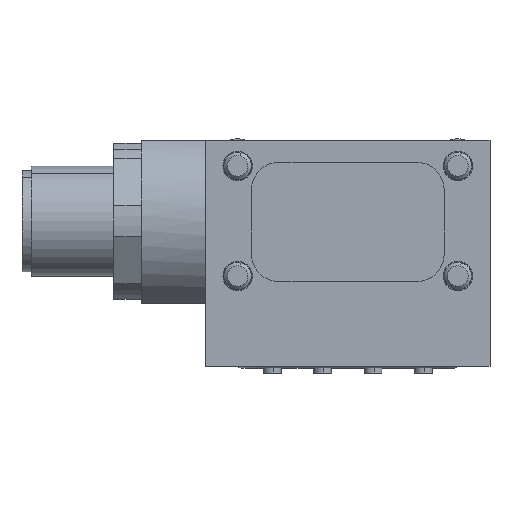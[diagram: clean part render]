
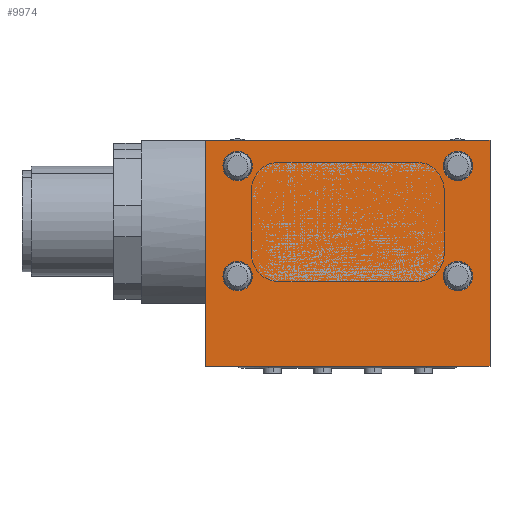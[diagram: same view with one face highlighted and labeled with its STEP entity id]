
A CAD part, top view. The second image highlights one B-rep face of the part: STEP entity #9974.
In plain terms, the highlighted planar face has unit normal (0, 0, 1).
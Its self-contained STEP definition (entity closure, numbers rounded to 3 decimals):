
#7 = AXIS2_PLACEMENT_3D ( 'NONE', #7773, #7727, #7684 ) ;
#14 = CIRCLE ( 'NONE', #8363, 1.6 ) ;
#100 = CARTESIAN_POINT ( 'NONE',  ( -11.25, -5.5, 20. ) ) ;
#277 = DIRECTION ( 'NONE',  ( 0., -1., 0. ) ) ;
#430 = VECTOR ( 'NONE', #4684, 1000. ) ;
#488 = ORIENTED_EDGE ( 'NONE', *, *, #8444, .F. ) ;
#540 = CARTESIAN_POINT ( 'NONE',  ( -9.35, -2.5, 20. ) ) ;
#597 = VERTEX_POINT ( 'NONE', #12019 ) ;
#620 = LINE ( 'NONE', #100, #10453 ) ;
#652 = EDGE_CURVE ( 'NONE', #597, #6287, #8971, .T. ) ;
#724 = AXIS2_PLACEMENT_3D ( 'NONE', #4206, #4176, #4134 ) ;
#758 = CIRCLE ( 'NONE', #7, 1.6 ) ;
#796 = CARTESIAN_POINT ( 'NONE',  ( 16.25, 9.5, 20. ) ) ;
#934 = CARTESIAN_POINT ( 'NONE',  ( 14.65, 9.5, 20. ) ) ;
#1101 = AXIS2_PLACEMENT_3D ( 'NONE', #7316, #3292, #7151 ) ;
#1125 = ORIENTED_EDGE ( 'NONE', *, *, #11303, .F. ) ;
#1171 = EDGE_CURVE ( 'NONE', #3138, #597, #5766, .T. ) ;
#1259 = DIRECTION ( 'NONE',  ( 0., 1., 0. ) ) ;
#1458 = CARTESIAN_POINT ( 'NONE',  ( 19.75, 12.3, 20. ) ) ;
#1503 = EDGE_CURVE ( 'NONE', #2984, #5681, #14, .T. ) ;
#1608 = CARTESIAN_POINT ( 'NONE',  ( 17.85, 9.5, 20. ) ) ;
#1822 = ORIENTED_EDGE ( 'NONE', *, *, #10345, .F. ) ;
#2253 = ORIENTED_EDGE ( 'NONE', *, *, #5718, .T. ) ;
#2501 = ORIENTED_EDGE ( 'NONE', *, *, #6430, .F. ) ;
#2528 = EDGE_LOOP ( 'NONE', ( #7835, #2501 ) ) ;
#2650 = DIRECTION ( 'NONE',  ( 0., 0., 1. ) ) ;
#2672 = CARTESIAN_POINT ( 'NONE',  ( -6.15, 9.5, 20. ) ) ;
#2984 = VERTEX_POINT ( 'NONE', #934 ) ;
#3044 = EDGE_CURVE ( 'NONE', #8524, #6350, #6629, .T. ) ;
#3099 = CARTESIAN_POINT ( 'NONE',  ( 19.75, 12.4, 20. ) ) ;
#3115 = VECTOR ( 'NONE', #3158, 1000. ) ;
#3138 = VERTEX_POINT ( 'NONE', #12167 ) ;
#3158 = DIRECTION ( 'NONE',  ( 1., 0., 0. ) ) ;
#3224 = CIRCLE ( 'NONE', #1101, 1.6 ) ;
#3292 = DIRECTION ( 'NONE',  ( 0., 0., 1. ) ) ;
#3375 = FACE_BOUND ( 'NONE', #2528, .T. ) ;
#3599 = EDGE_CURVE ( 'NONE', #3633, #6287, #10556, .T. ) ;
#3633 = VERTEX_POINT ( 'NONE', #4822 ) ;
#3668 = CARTESIAN_POINT ( 'NONE',  ( 17.85, -2.5, 20. ) ) ;
#3687 = CARTESIAN_POINT ( 'NONE',  ( -18.25, -12.3, 20. ) ) ;
#3948 = AXIS2_PLACEMENT_3D ( 'NONE', #5063, #2650, #10651 ) ;
#4083 = VERTEX_POINT ( 'NONE', #10085 ) ;
#4102 = EDGE_LOOP ( 'NONE', ( #5563, #8701 ) ) ;
#4134 = DIRECTION ( 'NONE',  ( 1., 0., 0. ) ) ;
#4151 = EDGE_CURVE ( 'NONE', #6361, #4458, #12609, .T. ) ;
#4176 = DIRECTION ( 'NONE',  ( 0., 0., 1. ) ) ;
#4206 = CARTESIAN_POINT ( 'NONE',  ( 16.25, 9.5, 20. ) ) ;
#4229 = CARTESIAN_POINT ( 'NONE',  ( 14.65, -2.5, 20. ) ) ;
#4249 = CARTESIAN_POINT ( 'NONE',  ( -6.15, -2.5, 20. ) ) ;
#4326 = EDGE_LOOP ( 'NONE', ( #1125, #10372 ) ) ;
#4458 = VERTEX_POINT ( 'NONE', #4249 ) ;
#4578 = VERTEX_POINT ( 'NONE', #3668 ) ;
#4684 = DIRECTION ( 'NONE',  ( 1., 0., 0. ) ) ;
#4725 = CARTESIAN_POINT ( 'NONE',  ( -18.25, 12.3, 20. ) ) ;
#4822 = CARTESIAN_POINT ( 'NONE',  ( -11.25, 12.3, 20. ) ) ;
#4848 = CIRCLE ( 'NONE', #6539, 1.6 ) ;
#5063 = CARTESIAN_POINT ( 'NONE',  ( -7.75, 9.5, 20. ) ) ;
#5563 = ORIENTED_EDGE ( 'NONE', *, *, #10835, .F. ) ;
#5618 = DIRECTION ( 'NONE',  ( 1., 0., 0. ) ) ;
#5640 = DIRECTION ( 'NONE',  ( 0., 0., 1. ) ) ;
#5681 = VERTEX_POINT ( 'NONE', #1608 ) ;
#5718 = EDGE_CURVE ( 'NONE', #4083, #3138, #620, .T. ) ;
#5727 = FACE_BOUND ( 'NONE', #4102, .T. ) ;
#5742 = CARTESIAN_POINT ( 'NONE',  ( -18.25, -12.3, 20. ) ) ;
#5766 = LINE ( 'NONE', #3687, #3115 ) ;
#5875 = PLANE ( 'NONE',  #12508 ) ;
#5945 = DIRECTION ( 'NONE',  ( 0., 0., 1. ) ) ;
#6109 = ORIENTED_EDGE ( 'NONE', *, *, #3599, .F. ) ;
#6133 = ORIENTED_EDGE ( 'NONE', *, *, #4151, .F. ) ;
#6287 = VERTEX_POINT ( 'NONE', #1458 ) ;
#6350 = VERTEX_POINT ( 'NONE', #2672 ) ;
#6361 = VERTEX_POINT ( 'NONE', #540 ) ;
#6419 = EDGE_LOOP ( 'NONE', ( #1822, #2253, #12593, #11753, #6109 ) ) ;
#6430 = EDGE_CURVE ( 'NONE', #7958, #4578, #758, .T. ) ;
#6539 = AXIS2_PLACEMENT_3D ( 'NONE', #9966, #9928, #9904 ) ;
#6620 = EDGE_CURVE ( 'NONE', #4578, #7958, #3224, .T. ) ;
#6629 = CIRCLE ( 'NONE', #3948, 1.6 ) ;
#6692 = VECTOR ( 'NONE', #1259, 1000. ) ;
#6959 = DIRECTION ( 'NONE',  ( 0., 1., 0. ) ) ;
#7151 = DIRECTION ( 'NONE',  ( 1., 0., 0. ) ) ;
#7316 = CARTESIAN_POINT ( 'NONE',  ( 16.25, -2.5, 20. ) ) ;
#7555 = DIRECTION ( 'NONE',  ( 1., 0., 0. ) ) ;
#7684 = DIRECTION ( 'NONE',  ( 1., 0., 0. ) ) ;
#7727 = DIRECTION ( 'NONE',  ( 0., 0., 1. ) ) ;
#7771 = DIRECTION ( 'NONE',  ( 0., 0., 1. ) ) ;
#7773 = CARTESIAN_POINT ( 'NONE',  ( 16.25, -2.5, 20. ) ) ;
#7835 = ORIENTED_EDGE ( 'NONE', *, *, #6620, .F. ) ;
#7958 = VERTEX_POINT ( 'NONE', #4229 ) ;
#8301 = FACE_BOUND ( 'NONE', #4326, .T. ) ;
#8363 = AXIS2_PLACEMENT_3D ( 'NONE', #796, #7771, #7555 ) ;
#8444 = EDGE_CURVE ( 'NONE', #4458, #6361, #9857, .T. ) ;
#8524 = VERTEX_POINT ( 'NONE', #8830 ) ;
#8701 = ORIENTED_EDGE ( 'NONE', *, *, #3044, .F. ) ;
#8830 = CARTESIAN_POINT ( 'NONE',  ( -9.35, 9.5, 20. ) ) ;
#8971 = LINE ( 'NONE', #3099, #6692 ) ;
#9188 = VECTOR ( 'NONE', #6959, 1000. ) ;
#9428 = DIRECTION ( 'NONE',  ( 1., 0., 0. ) ) ;
#9464 = DIRECTION ( 'NONE',  ( 0., 0., 1. ) ) ;
#9478 = CARTESIAN_POINT ( 'NONE',  ( -7.75, -2.5, 20. ) ) ;
#9487 = EDGE_LOOP ( 'NONE', ( #488, #6133 ) ) ;
#9857 = CIRCLE ( 'NONE', #12254, 1.6 ) ;
#9904 = DIRECTION ( 'NONE',  ( 1., 0., 0. ) ) ;
#9928 = DIRECTION ( 'NONE',  ( 0., 0., 1. ) ) ;
#9966 = CARTESIAN_POINT ( 'NONE',  ( -7.75, 9.5, 20. ) ) ;
#9974 = ADVANCED_FACE ( 'NONE', ( #11186, #10893, #3375, #8301, #5727 ), #5875, .T. ) ;
#10085 = CARTESIAN_POINT ( 'NONE',  ( -11.25, 3.5, 20. ) ) ;
#10345 = EDGE_CURVE ( 'NONE', #4083, #3633, #11757, .T. ) ;
#10372 = ORIENTED_EDGE ( 'NONE', *, *, #1503, .F. ) ;
#10453 = VECTOR ( 'NONE', #277, 1000. ) ;
#10556 = LINE ( 'NONE', #4725, #430 ) ;
#10651 = DIRECTION ( 'NONE',  ( 1., 0., 0. ) ) ;
#10835 = EDGE_CURVE ( 'NONE', #6350, #8524, #4848, .T. ) ;
#10893 = FACE_BOUND ( 'NONE', #9487, .T. ) ;
#10956 = DIRECTION ( 'NONE',  ( 1., 0., 0. ) ) ;
#11186 = FACE_OUTER_BOUND ( 'NONE', #6419, .T. ) ;
#11303 = EDGE_CURVE ( 'NONE', #5681, #2984, #11964, .T. ) ;
#11308 = CARTESIAN_POINT ( 'NONE',  ( -11.25, -12.3, 20. ) ) ;
#11447 = CARTESIAN_POINT ( 'NONE',  ( -7.75, -2.5, 20. ) ) ;
#11753 = ORIENTED_EDGE ( 'NONE', *, *, #652, .T. ) ;
#11757 = LINE ( 'NONE', #11308, #9188 ) ;
#11872 = AXIS2_PLACEMENT_3D ( 'NONE', #11447, #5945, #10956 ) ;
#11964 = CIRCLE ( 'NONE', #724, 1.6 ) ;
#12019 = CARTESIAN_POINT ( 'NONE',  ( 19.75, -12.3, 20. ) ) ;
#12167 = CARTESIAN_POINT ( 'NONE',  ( -11.25, -12.3, 20. ) ) ;
#12254 = AXIS2_PLACEMENT_3D ( 'NONE', #9478, #9464, #9428 ) ;
#12508 = AXIS2_PLACEMENT_3D ( 'NONE', #5742, #5640, #5618 ) ;
#12593 = ORIENTED_EDGE ( 'NONE', *, *, #1171, .T. ) ;
#12609 = CIRCLE ( 'NONE', #11872, 1.6 ) ;
